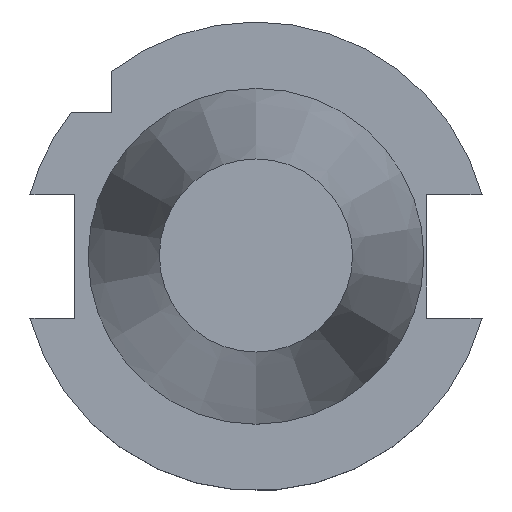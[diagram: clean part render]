
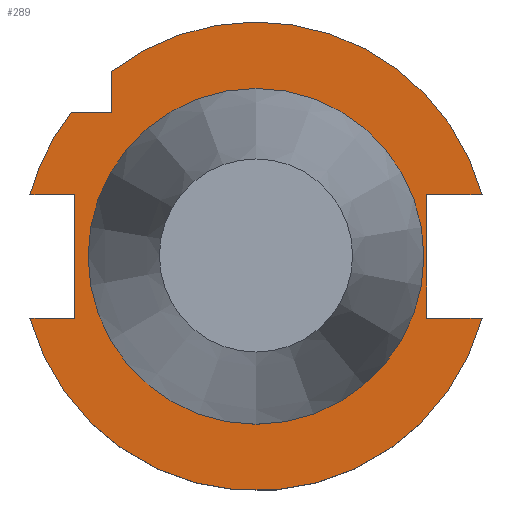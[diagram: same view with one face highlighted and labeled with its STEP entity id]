
A CAD part, top view. The second image highlights one B-rep face of the part: STEP entity #289.
In plain terms, the highlighted planar face has unit normal (0, 0, 1).
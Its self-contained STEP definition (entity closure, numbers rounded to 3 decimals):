
#205=EDGE_CURVE('240[2]',#572,#573,#574,.T.);
#240=EDGE_CURVE('240[2]',#629,#613,#630,.T.);
#253=EDGE_CURVE('240[2]',#537,#591,#648,.T.);
#289=ADVANCED_FACE('240[2]',(#698,#699),#700,.T.);
#291=EDGE_CURVE('240[2]',#702,#573,#703,.T.);
#324=EDGE_CURVE('240[2]',#746,#591,#747,.T.);
#368=EDGE_CURVE('240[2]',#623,#658,#807,.T.);
#424=EDGE_CURVE('240[2]',#869,#702,#874,.T.);
#426=EDGE_CURVE('240[2]',#537,#869,#876,.T.);
#452=EDGE_CURVE('240[2]',#658,#746,#907,.T.);
#478=EDGE_CURVE('240[2]',#623,#613,#937,.T.);
#483=EDGE_CURVE('240[2]',#572,#629,#943,.T.);
#487=EDGE_CURVE('240[2]',#947,#947,#948,.T.);
#537=VERTEX_POINT('',#1018);
#572=VERTEX_POINT('',#1068);
#573=VERTEX_POINT('',#1069);
#574=CIRCLE('',#1070,48.75);
#591=VERTEX_POINT('',#1102);
#613=VERTEX_POINT('',#1142);
#623=VERTEX_POINT('',#1156);
#629=VERTEX_POINT('',#1165);
#630=LINE('',#1166,#1167);
#648=CIRCLE('',#1192,48.75);
#658=VERTEX_POINT('',#1209);
#698=FACE_OUTER_BOUND('',#1261,.T.);
#699=FACE_BOUND('',#1262,.T.);
#700=PLANE('',#1263);
#702=VERTEX_POINT('',#1266);
#703=LINE('',#1267,#1268);
#746=VERTEX_POINT('',#1347);
#747=LINE('',#1348,#1349);
#807=LINE('',#1525,#1526);
#869=VERTEX_POINT('',#1627);
#874=LINE('',#1635,#1636);
#876=LINE('',#1639,#1640);
#907=LINE('',#1693,#1694);
#937=CIRCLE('',#1814,48.75);
#943=LINE('',#1822,#1823);
#947=VERTEX_POINT('',#1838);
#948=CIRCLE('',#1839,34.925);
#1018=CARTESIAN_POINT('',(47.026,-12.85,-1.5));
#1068=CARTESIAN_POINT('',(-30.0,38.426,-1.5));
#1069=CARTESIAN_POINT('',(47.026,12.85,-1.5));
#1070=AXIS2_PLACEMENT_3D('',#1913,#1914,#1915);
#1102=CARTESIAN_POINT('',(-47.026,-12.85,-1.5));
#1142=CARTESIAN_POINT('',(-38.426,30.0,-1.5));
#1156=CARTESIAN_POINT('',(-47.026,12.85,-1.5));
#1165=CARTESIAN_POINT('',(-30.0,30.0,-1.5));
#1166=CARTESIAN_POINT('',(-18.059,30.0,-1.5));
#1167=VECTOR('',#1954,1.0);
#1192=AXIS2_PLACEMENT_3D('',#1973,#1974,#1975);
#1209=CARTESIAN_POINT('',(-37.7,12.85,-1.5));
#1261=EDGE_LOOP('',(#2053,#2054,#2055,#2056,#2057,#2058,#2059,#2060,#2061,#2062,#2063));
#1262=EDGE_LOOP('',(#2064));
#1263=AXIS2_PLACEMENT_3D('',#2065,#2066,#2067);
#1266=CARTESIAN_POINT('',(35.5,12.85,-1.5));
#1267=CARTESIAN_POINT('',(21.422,12.85,-1.5));
#1268=VECTOR('',#2068,1.0);
#1347=CARTESIAN_POINT('',(-37.7,-12.85,-1.5));
#1348=CARTESIAN_POINT('',(-21.972,-12.85,-1.5));
#1349=VECTOR('',#2116,1.0);
#1525=CARTESIAN_POINT('',(-21.972,12.85,-1.5));
#1526=VECTOR('',#2163,1.0);
#1627=CARTESIAN_POINT('',(35.5,-12.85,-1.5));
#1635=CARTESIAN_POINT('',(35.5,20.919,-1.5));
#1636=VECTOR('',#2264,1.0);
#1639=CARTESIAN_POINT('',(21.422,-12.85,-1.5));
#1640=VECTOR('',#2265,1.0);
#1693=CARTESIAN_POINT('',(-37.7,20.919,-1.5));
#1694=VECTOR('',#2306,1.0);
#1814=AXIS2_PLACEMENT_3D('',#2342,#2343,#2344);
#1822=CARTESIAN_POINT('',(-30.0,38.978,-1.5));
#1823=VECTOR('',#2350,1.0);
#1838=CARTESIAN_POINT('',(0.,34.925,-1.5));
#1839=AXIS2_PLACEMENT_3D('',#2351,#2352,#2353);
#1913=CARTESIAN_POINT('',(0.,0.,-1.5));
#1914=DIRECTION('',(0.,0.,-1.0));
#1915=DIRECTION('',(0.,1.0,0.));
#1954=DIRECTION('',(-1.0,0.0,0.));
#1973=CARTESIAN_POINT('',(0.,0.,-1.5));
#1974=DIRECTION('',(0.,0.,-1.0));
#1975=DIRECTION('',(0.,1.0,0.));
#2053=ORIENTED_EDGE('',*,*,#240,.T.);
#2054=ORIENTED_EDGE('',*,*,#478,.F.);
#2055=ORIENTED_EDGE('',*,*,#368,.T.);
#2056=ORIENTED_EDGE('',*,*,#452,.T.);
#2057=ORIENTED_EDGE('',*,*,#324,.T.);
#2058=ORIENTED_EDGE('',*,*,#253,.F.);
#2059=ORIENTED_EDGE('',*,*,#426,.T.);
#2060=ORIENTED_EDGE('',*,*,#424,.T.);
#2061=ORIENTED_EDGE('',*,*,#291,.T.);
#2062=ORIENTED_EDGE('',*,*,#205,.F.);
#2063=ORIENTED_EDGE('',*,*,#483,.T.);
#2064=ORIENTED_EDGE('',*,*,#487,.T.);
#2065=CARTESIAN_POINT('',(0.,41.838,-1.5));
#2066=DIRECTION('',(0.,0.,1.0));
#2067=DIRECTION('',(0.,-1.0,0.));
#2068=DIRECTION('',(1.0,0.,0.));
#2116=DIRECTION('',(-1.0,0.,0.));
#2163=DIRECTION('',(1.0,0.,0.));
#2264=DIRECTION('',(0.0,1.0,0.));
#2265=DIRECTION('',(-1.0,0.,0.));
#2306=DIRECTION('',(0.0,-1.0,0.));
#2342=CARTESIAN_POINT('',(0.,0.,-1.5));
#2343=DIRECTION('',(0.,0.,-1.0));
#2344=DIRECTION('',(0.,1.0,0.));
#2350=DIRECTION('',(0.0,-1.0,0.));
#2351=CARTESIAN_POINT('',(0.,0.,-1.5));
#2352=DIRECTION('',(0.,0.,-1.0));
#2353=DIRECTION('',(0.,1.0,0.));
